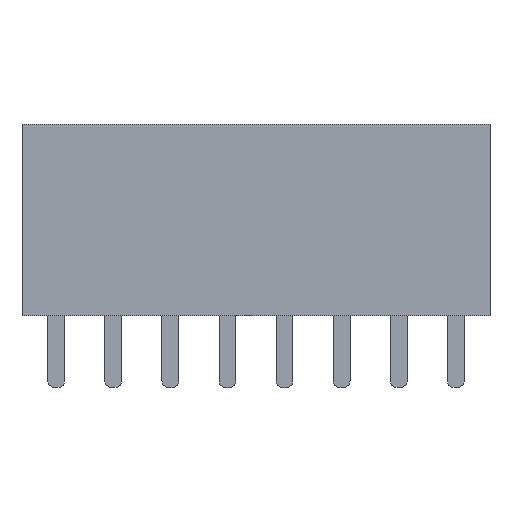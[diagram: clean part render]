
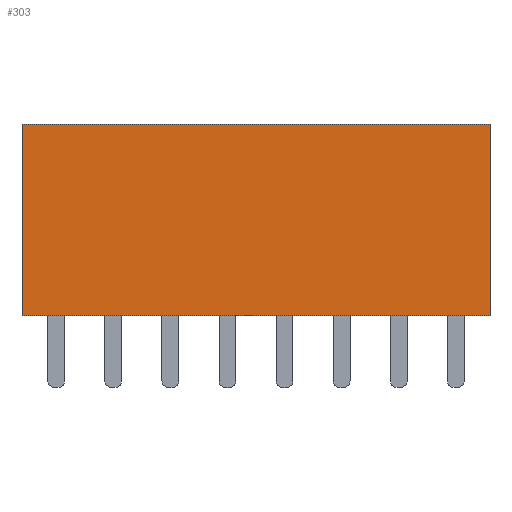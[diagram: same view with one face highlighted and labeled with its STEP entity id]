
A CAD part, top view. The second image highlights one B-rep face of the part: STEP entity #303.
In plain terms, the highlighted planar face has unit normal (0, 0, 1).
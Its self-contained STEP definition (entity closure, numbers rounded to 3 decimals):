
#34 = VERTEX_POINT ( 'NONE', #2518 ) ;
#136 = CARTESIAN_POINT ( 'NONE',  ( -10.41, 8.5, 1.27 ) ) ;
#303 = ADVANCED_FACE ( 'NONE', ( #1341 ), #2748, .F. ) ;
#485 = LINE ( 'NONE', #1808, #1536 ) ;
#848 = DIRECTION ( 'NONE',  ( 1., 0., 0. ) ) ;
#939 = ORIENTED_EDGE ( 'NONE', *, *, #4863, .F. ) ;
#1046 = LINE ( 'NONE', #136, #5800 ) ;
#1101 = CARTESIAN_POINT ( 'NONE',  ( 10.41, 8.5, 1.27 ) ) ;
#1210 = ORIENTED_EDGE ( 'NONE', *, *, #5615, .T. ) ;
#1341 = FACE_OUTER_BOUND ( 'NONE', #2248, .T. ) ;
#1432 = DIRECTION ( 'NONE',  ( -1., 0., 0. ) ) ;
#1451 = VERTEX_POINT ( 'NONE', #1581 ) ;
#1536 = VECTOR ( 'NONE', #2694, 1000. ) ;
#1581 = CARTESIAN_POINT ( 'NONE',  ( -10.41, 0., 1.27 ) ) ;
#1671 = ORIENTED_EDGE ( 'NONE', *, *, #2807, .T. ) ;
#1678 = LINE ( 'NONE', #3148, #2099 ) ;
#1808 = CARTESIAN_POINT ( 'NONE',  ( -10.41, 0., 1.27 ) ) ;
#2099 = VECTOR ( 'NONE', #848, 1000. ) ;
#2248 = EDGE_LOOP ( 'NONE', ( #1210, #4600, #939, #1671 ) ) ;
#2400 = DIRECTION ( 'NONE',  ( 0., -1., 0. ) ) ;
#2518 = CARTESIAN_POINT ( 'NONE',  ( 10.41, 0., 1.27 ) ) ;
#2694 = DIRECTION ( 'NONE',  ( 1., 0., 0. ) ) ;
#2748 = PLANE ( 'NONE',  #4560 ) ;
#2807 = EDGE_CURVE ( 'NONE', #3089, #1451, #1046, .T. ) ;
#3089 = VERTEX_POINT ( 'NONE', #5361 ) ;
#3148 = CARTESIAN_POINT ( 'NONE',  ( -10.41, 8.5, 1.27 ) ) ;
#3186 = DIRECTION ( 'NONE',  ( 0., 0., -1. ) ) ;
#3206 = EDGE_CURVE ( 'NONE', #3881, #34, #3778, .T. ) ;
#3701 = CARTESIAN_POINT ( 'NONE',  ( -10.41, 8.5, 1.27 ) ) ;
#3778 = LINE ( 'NONE', #3815, #5557 ) ;
#3815 = CARTESIAN_POINT ( 'NONE',  ( 10.41, 8.5, 1.27 ) ) ;
#3881 = VERTEX_POINT ( 'NONE', #1101 ) ;
#4560 = AXIS2_PLACEMENT_3D ( 'NONE', #3701, #3186, #1432 ) ;
#4566 = DIRECTION ( 'NONE',  ( 0., -1., 0. ) ) ;
#4600 = ORIENTED_EDGE ( 'NONE', *, *, #3206, .F. ) ;
#4863 = EDGE_CURVE ( 'NONE', #3089, #3881, #1678, .T. ) ;
#5361 = CARTESIAN_POINT ( 'NONE',  ( -10.41, 8.5, 1.27 ) ) ;
#5557 = VECTOR ( 'NONE', #4566, 1000. ) ;
#5615 = EDGE_CURVE ( 'NONE', #1451, #34, #485, .T. ) ;
#5800 = VECTOR ( 'NONE', #2400, 1000. ) ;
